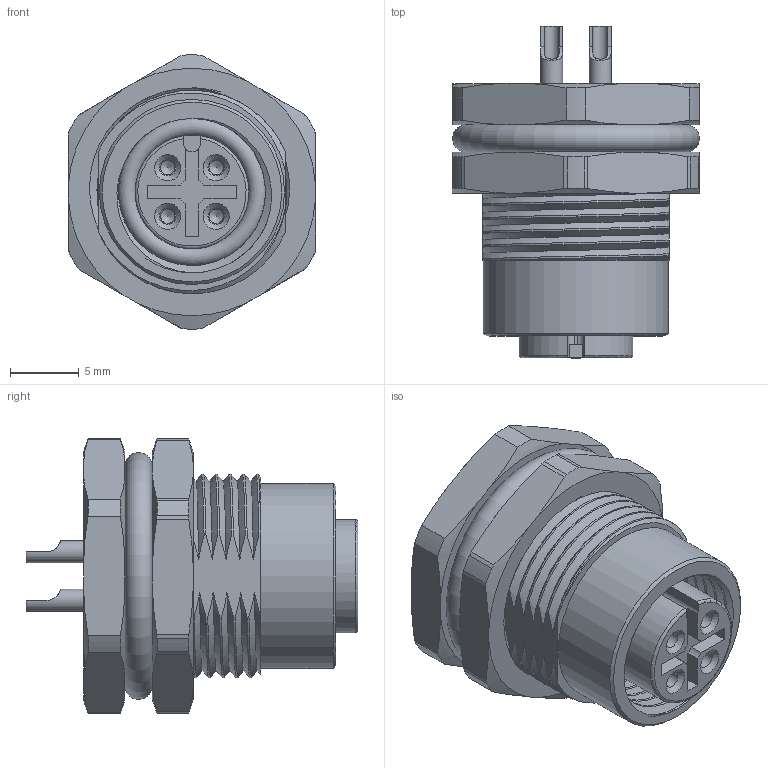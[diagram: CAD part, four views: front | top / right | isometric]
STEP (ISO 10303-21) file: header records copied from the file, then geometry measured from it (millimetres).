
FILE_DESCRIPTION(/* description */ ('Unknown'),/* implementation_level */ '2;1');
FILE_NAME(/* name */ '643160100604',/* time_stamp */ '2021-03-11T09:24:27+01:00',/* author */ ('Unknown'),/* organization */ ('Unknown'),/* preprocessor_version */ 'ST-DEVELOPER v16.7',/* originating_system */ 'DEX',/* authorisation */ $);
FILE_SCHEMA (('AUTOMOTIVE_DESIGN {1 0 10303 214 3 1 1}'));
Length unit declared in the file: millimetre
Products named in the file (8): 6431601006xx; 6432601006xx_housing; 643260100604; 643xx01004xx_Seal_outer; 643xx01006xx_Nut; 643xx01004xx_Seal_inner; 6431201004xx_Pin; 6431601006xx_Glue
Assembly tree (10 placements, depth 2):
  6431601006xx
    6432601006xx_housing
    643260100604
    643xx01004xx_Seal_outer
    643xx01006xx_Nut
    643xx01004xx_Seal_inner
    6431201004xx_Pin  x4
    6431601006xx_Glue
Bounding box: 18.07 x 24.2 x 20 mm (x, y, z)
Volume: 3369.2 mm3; surface area: 5546.2 mm2
Topology: 10 solids, 10 shells, 456 faces, 1143 edges, 745 vertices
Faces by surface type: plane 184, cylinder 144, cone 51, bspline 43, torus 34
Full cylindrical faces by diameter (mm): 1.05 x4, 1.1 x4, 1.2 x4, 1.3 x4, 1.6 x12, 1.66 x16, 1.7 x4, 1.79 x16, 1.9 x8, 8.3 x1, 8.74 x2, 9.14 x1, 9.25 x1, 10.58 x1, 10.72 x8, 11 x2, 11.1 x1, 13.5 x2
Entity records: 30461 total; most frequent: CARTESIAN_POINT 23534, ORIENTED_EDGE 1430, DIRECTION 1252, EDGE_CURVE 715, VERTEX_POINT 505, AXIS2_PLACEMENT_3D 491, FACE_BOUND 408, EDGE_LOOP 404
